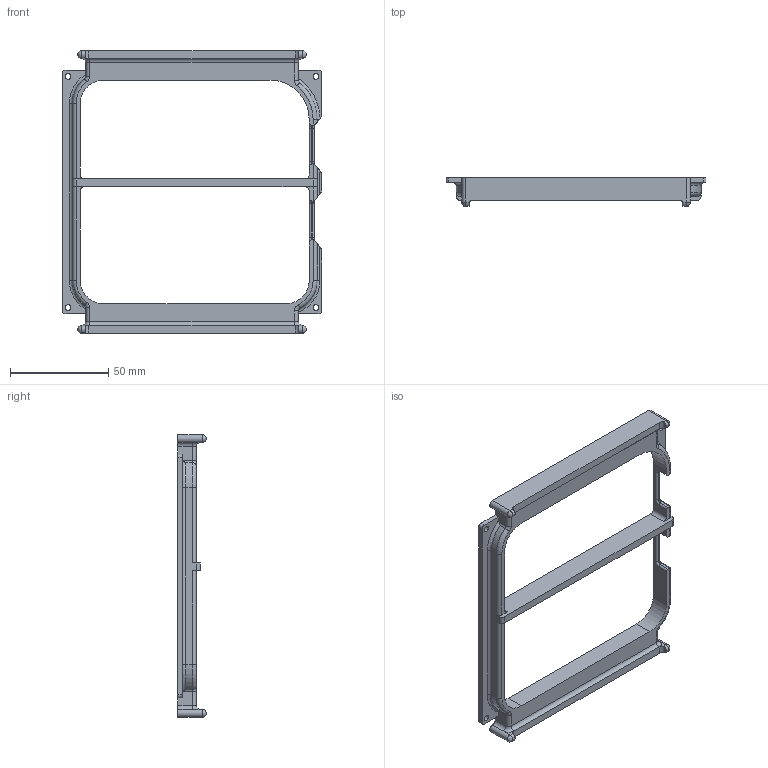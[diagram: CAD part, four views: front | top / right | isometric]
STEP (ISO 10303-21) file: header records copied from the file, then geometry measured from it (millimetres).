
FILE_DESCRIPTION(('STEP AP214'),'1');
FILE_NAME('Top-cap.stp','2022-07-28T23:23:00',(' '),(' '),'Spatial InterOp 3D',' ',' ');
FILE_SCHEMA(('AUTOMOTIVE_DESIGN { 1 0 10303 214 1 1 1 1 }'));
Length unit declared in the file: millimetre
Products named in the file (1): Top-cap
Bounding box: 132.4 x 14.5 x 144 mm (x, y, z)
Volume: 49620.9 mm3; surface area: 23641.6 mm2
Topology: 1 solids, 1 shells, 162 faces, 439 edges, 273 vertices
Faces by surface type: cylinder 73, plane 58, torus 24, sphere 4, bspline 3
Full cylindrical faces by diameter (mm): 3 x4
Entity records: 6601 total; most frequent: CARTESIAN_POINT 1169, DIRECTION 900, ORIENTED_EDGE 856, EDGE_CURVE 428, AXIS2_PLACEMENT_3D 339, VERTEX_POINT 270, LINE 222, VECTOR 222
